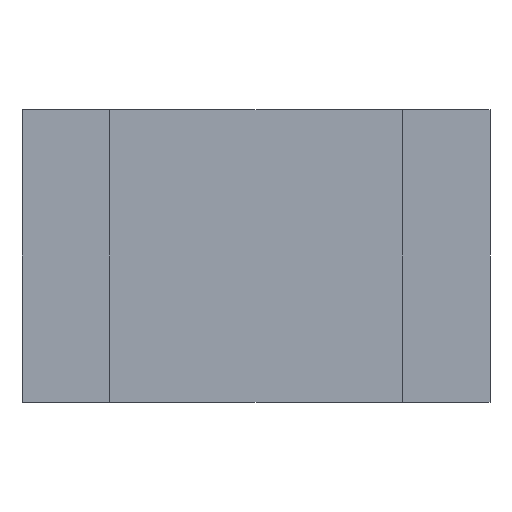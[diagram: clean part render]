
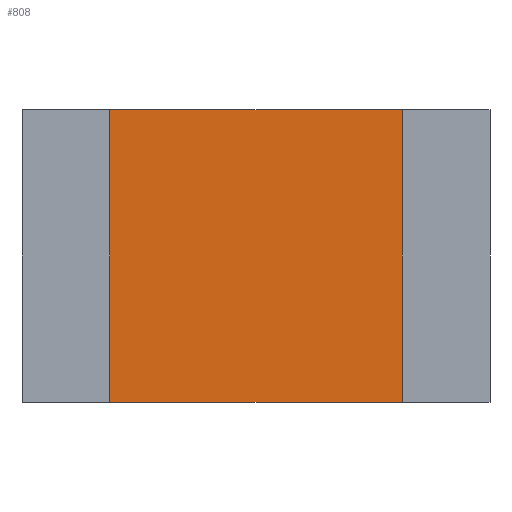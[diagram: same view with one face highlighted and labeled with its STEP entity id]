
A CAD part, front view. The second image highlights one B-rep face of the part: STEP entity #808.
In plain terms, the highlighted planar face has unit normal (0, -1, 0).
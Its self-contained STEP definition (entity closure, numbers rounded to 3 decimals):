
#410=CARTESIAN_POINT('',(13.0,5.0,0.0));
#411=VERTEX_POINT('',#410);
#418=CARTESIAN_POINT('',(3.0,5.0,0.0));
#419=VERTEX_POINT('',#418);
#420=CARTESIAN_POINT('',(3.0,5.0,0.0));
#421=DIRECTION('',(1.0,0.0,0.0));
#422=VECTOR('',#421,10.0);
#423=LINE('',#420,#422);
#424=EDGE_CURVE('',#419,#411,#423,.T.);
#742=CARTESIAN_POINT('',(3.0,5.0,10.0));
#743=VERTEX_POINT('',#742);
#759=CARTESIAN_POINT('',(3.0,5.0,0.0));
#760=DIRECTION('',(0.0,0.0,1.0));
#761=VECTOR('',#760,10.0);
#762=LINE('',#759,#761);
#763=EDGE_CURVE('',#419,#743,#762,.T.);
#785=CARTESIAN_POINT('',(13.0,5.0,0.0));
#786=DIRECTION('',(0.0,-1.0,0.0));
#787=DIRECTION('',(0.0,0.0,-1.0));
#788=AXIS2_PLACEMENT_3D('',#785,#786,#787);
#789=PLANE('',#788);
#790=CARTESIAN_POINT('',(13.0,5.0,10.0));
#791=VERTEX_POINT('',#790);
#792=CARTESIAN_POINT('',(13.0,5.0,10.0));
#793=DIRECTION('',(-1.0,0.0,0.0));
#794=VECTOR('',#793,10.0);
#795=LINE('',#792,#794);
#796=EDGE_CURVE('',#791,#743,#795,.T.);
#797=ORIENTED_EDGE('',*,*,#796,.T.);
#798=ORIENTED_EDGE('',*,*,#763,.F.);
#799=ORIENTED_EDGE('',*,*,#424,.T.);
#800=CARTESIAN_POINT('',(13.0,5.0,0.0));
#801=DIRECTION('',(0.0,0.0,1.0));
#802=VECTOR('',#801,10.0);
#803=LINE('',#800,#802);
#804=EDGE_CURVE('',#411,#791,#803,.T.);
#805=ORIENTED_EDGE('',*,*,#804,.T.);
#806=EDGE_LOOP('',(#797,#798,#799,#805));
#807=FACE_OUTER_BOUND('',#806,.T.);
#808=ADVANCED_FACE('',(#807),#789,.T.);
